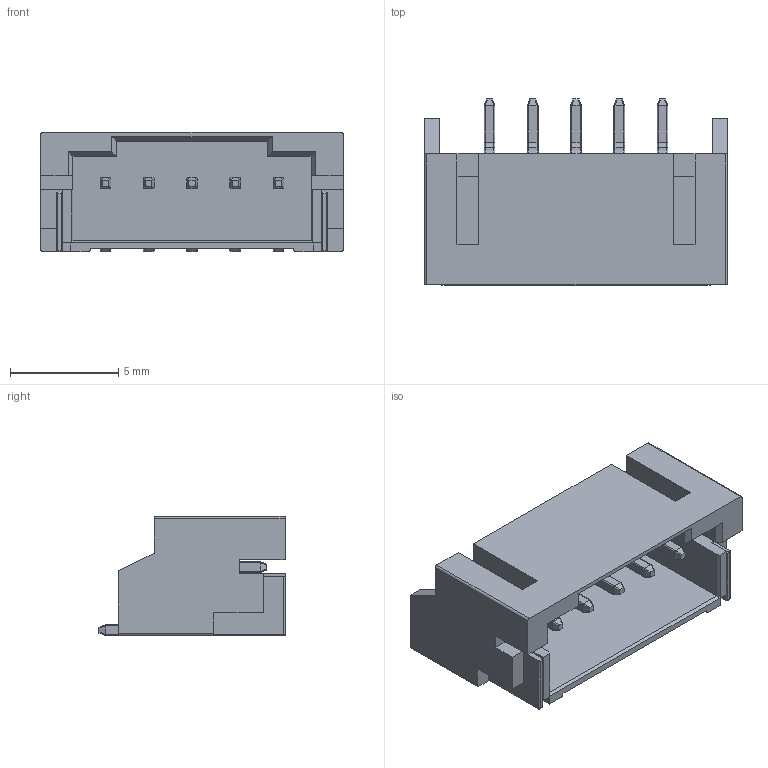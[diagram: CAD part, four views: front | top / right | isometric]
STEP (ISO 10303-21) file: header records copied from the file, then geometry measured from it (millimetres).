
FILE_DESCRIPTION (( 'STEP AP214' ), '1' );
FILE_NAME ('User Library-PH2.0-5PWB.STEP', '2024-03-20T07:43:35', ( '' ), ( '' ), 'SwSTEP 2.0', 'SolidWorks 2022', '' );
FILE_SCHEMA (( 'AUTOMOTIVE_DESIGN' ));
Length unit declared in the file: millimetre
Products named in the file (10): PH2.0-5PWB.STP; 1_1_2_3_A.STP; 3_1_2_300.STP; PH2_0_SMD-W-5P-11931_AF0_ASM.STP; PH2.0_SMD-W-5P.STP; PH2_0_SMD-W-5P-2252_AF0_ASM.STP; User Library-PH2.0-5PWB; PH2_0_SMD-W__1_2_300.STP; Designator7.STP; 2_1_2_300.STP
Assembly tree (13 placements, depth 7):
  User Library-PH2.0-5PWB
    PH2.0-5PWB.STP
      Designator7.STP
        PH2.0_SMD-W-5P.STP
          PH2_0_SMD-W-5P-2252_AF0_ASM.STP
            PH2_0_SMD-W-5P-11931_AF0_ASM.STP
              2_1_2_300.STP
              1_1_2_3_A.STP
              3_1_2_300.STP
            PH2_0_SMD-W__1_2_300.STP  x5
Bounding box: 14 x 8.6 x 5.5 mm (x, y, z)
Volume: 200 mm3; surface area: 727 mm2
Topology: 8 solids, 8 shells, 800 faces, 2070 edges, 1314 vertices
Faces by surface type: plane 524, cylinder 165, bspline 111
Entity records: 18058 total; most frequent: CARTESIAN_POINT 5636, ORIENTED_EDGE 2924, EDGE_CURVE 1462, B_SPLINE_CURVE_WITH_KNOTS 1402, DIRECTION 984, VERTEX_POINT 954, EDGE_LOOP 584, FACE_OUTER_BOUND 548
